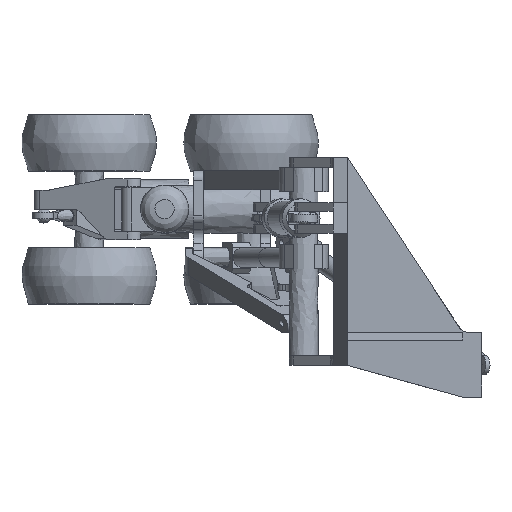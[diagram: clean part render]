
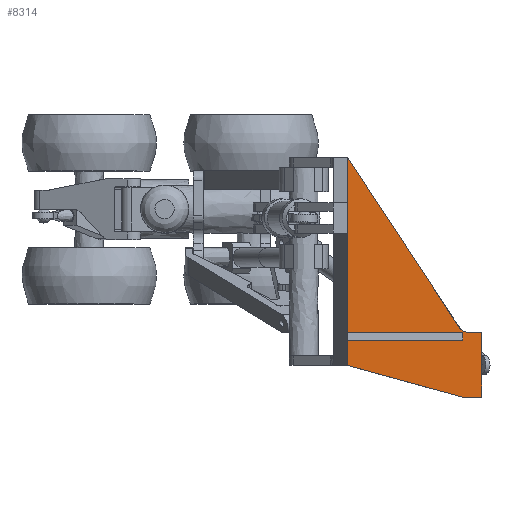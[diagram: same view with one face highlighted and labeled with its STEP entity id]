
A CAD part, top view. The second image highlights one B-rep face of the part: STEP entity #8314.
In plain terms, the highlighted free-form (B-spline) face has degree [1, 1] with [2, 2] control points.
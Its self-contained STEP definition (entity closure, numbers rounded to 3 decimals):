
#7887 = VERTEX_POINT('',#7888);
#7888 = CARTESIAN_POINT('',(103.736,-40.439,
    95.716));
#7893 = EDGE_CURVE('',#7894,#7887,#7896,.T.);
#7894 = VERTEX_POINT('',#7895);
#7895 = CARTESIAN_POINT('',(103.736,-61.553,
    95.716));
#7896 = B_SPLINE_CURVE_WITH_KNOTS('',1,(#7897,#7898),.UNSPECIFIED.,.F.,
  .F.,(2,2),(0.,21.361),.PIECEWISE_BEZIER_KNOTS.);
#7897 = CARTESIAN_POINT('',(103.736,-61.553,
    95.716));
#7898 = CARTESIAN_POINT('',(103.736,-40.439,
    95.716));
#7918 = EDGE_CURVE('',#7919,#7894,#7921,.T.);
#7919 = VERTEX_POINT('',#7920);
#7920 = CARTESIAN_POINT('',(97.459,-61.553,
    95.716));
#7921 = B_SPLINE_CURVE_WITH_KNOTS('',1,(#7922,#7923),.UNSPECIFIED.,.F.,
  .F.,(2,2),(-3.175,3.175),.PIECEWISE_BEZIER_KNOTS.);
#7922 = CARTESIAN_POINT('',(97.459,-61.553,
    95.716));
#7923 = CARTESIAN_POINT('',(103.736,-61.553,
    95.716));
#8099 = VERTEX_POINT('',#8100);
#8100 = CARTESIAN_POINT('',(99.15,-40.439,
    95.716));
#8105 = EDGE_CURVE('',#8099,#7887,#8106,.T.);
#8106 = B_SPLINE_CURVE_WITH_KNOTS('',1,(#8107,#8108),.UNSPECIFIED.,.F.,
  .F.,(2,2),(-1.465,3.175),.PIECEWISE_BEZIER_KNOTS.);
#8107 = CARTESIAN_POINT('',(99.15,-40.439,
    95.716));
#8108 = CARTESIAN_POINT('',(103.736,-40.439,
    95.716));
#8210 = EDGE_CURVE('',#8211,#8213,#8215,.T.);
#8211 = VERTEX_POINT('',#8212);
#8212 = CARTESIAN_POINT('',(96.529,-39.028,
    95.716));
#8213 = VERTEX_POINT('',#8214);
#8214 = CARTESIAN_POINT('',(59.827,16.677,
    95.716));
#8215 = B_SPLINE_CURVE_WITH_KNOTS('',1,(#8216,#8217),.UNSPECIFIED.,.F.,
  .F.,(2,2),(-32.89,34.6),.PIECEWISE_BEZIER_KNOTS.);
#8216 = CARTESIAN_POINT('',(96.529,-39.028,
    95.716));
#8217 = CARTESIAN_POINT('',(59.827,16.677,
    95.716));
#8276 = VERTEX_POINT('',#8277);
#8277 = CARTESIAN_POINT('',(59.827,-51.197,
    95.716));
#8282 = EDGE_CURVE('',#8276,#8213,#8283,.T.);
#8283 = B_SPLINE_CURVE_WITH_KNOTS('',1,(#8284,#8285),.UNSPECIFIED.,.F.,
  .F.,(2,2),(-34.334,34.334),.PIECEWISE_BEZIER_KNOTS.);
#8284 = CARTESIAN_POINT('',(59.827,-51.197,
    95.716));
#8285 = CARTESIAN_POINT('',(59.827,16.677,
    95.716));
#8304 = EDGE_CURVE('',#8276,#7919,#8305,.T.);
#8305 = B_SPLINE_CURVE_WITH_KNOTS('',1,(#8306,#8307),.UNSPECIFIED.,.F.,
  .F.,(2,2),(-19.744,19.744),.PIECEWISE_BEZIER_KNOTS.);
#8306 = CARTESIAN_POINT('',(59.827,-51.197,
    95.716));
#8307 = CARTESIAN_POINT('',(97.459,-61.553,
    95.716));
#8314 = ADVANCED_FACE('',(#8315),#8329,.T.);
#8315 = FACE_BOUND('',#8316,.T.);
#8316 = EDGE_LOOP('',(#8317,#8318,#8319,#8325,#8326,#8327,#8328));
#8317 = ORIENTED_EDGE('',*,*,#7893,.T.);
#8318 = ORIENTED_EDGE('',*,*,#8105,.F.);
#8319 = ORIENTED_EDGE('',*,*,#8320,.F.);
#8320 = EDGE_CURVE('',#8211,#8099,#8321,.T.);
#8321 = ( BOUNDED_CURVE() B_SPLINE_CURVE(2,(#8322,#8323,#8324),
.UNSPECIFIED.,.F.,.F.) B_SPLINE_CURVE_WITH_KNOTS((3,3),(3.724,
4.712),.PIECEWISE_BEZIER_KNOTS.) CURVE() 
GEOMETRIC_REPRESENTATION_ITEM() RATIONAL_B_SPLINE_CURVE((1.,
0.88,1.)) REPRESENTATION_ITEM('') );
#8322 = CARTESIAN_POINT('',(96.529,-39.028,
    95.716));
#8323 = CARTESIAN_POINT('',(97.459,-40.439,
    95.716));
#8324 = CARTESIAN_POINT('',(99.15,-40.439,
    95.716));
#8325 = ORIENTED_EDGE('',*,*,#8210,.T.);
#8326 = ORIENTED_EDGE('',*,*,#8282,.F.);
#8327 = ORIENTED_EDGE('',*,*,#8304,.T.);
#8328 = ORIENTED_EDGE('',*,*,#7918,.T.);
#8329 = B_SPLINE_SURFACE_WITH_KNOTS('',1,1,(
    (#8330,#8331)
    ,(#8332,#8333
    )),.UNSPECIFIED.,.F.,.F.,.F.,(2,2),(2,2),(-22.212,
    22.212),(-39.573,39.573),.PIECEWISE_BEZIER_KNOTS.);
#8330 = CARTESIAN_POINT('',(59.827,-61.553,
    95.716));
#8331 = CARTESIAN_POINT('',(59.827,16.677,
    95.716));
#8332 = CARTESIAN_POINT('',(103.736,-61.553,
    95.716));
#8333 = CARTESIAN_POINT('',(103.736,16.677,
    95.716));
